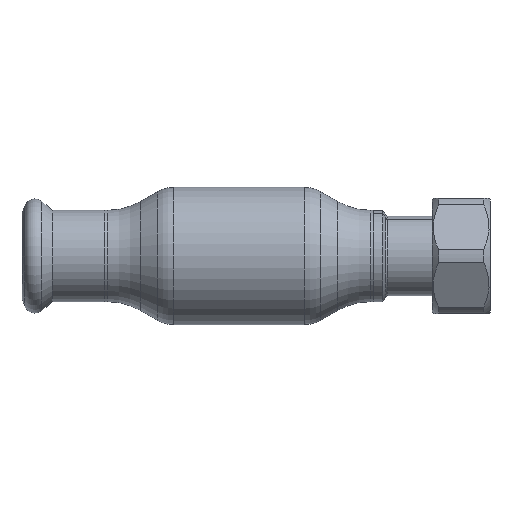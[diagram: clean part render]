
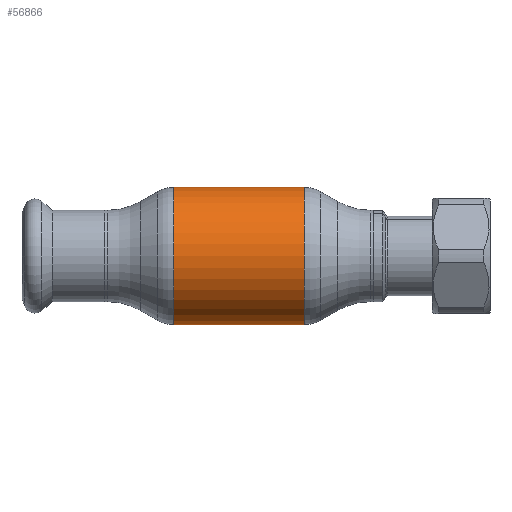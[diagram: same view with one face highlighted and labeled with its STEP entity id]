
A CAD part, front view. The second image highlights one B-rep face of the part: STEP entity #56866.
In plain terms, the highlighted cylindrical face has radius 19 mm (diameter 38 mm), a partial arc.
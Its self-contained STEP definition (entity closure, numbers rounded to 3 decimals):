
#734 = CIRCLE ( 'NONE', #54165, 19. ) ;
#1137 = EDGE_CURVE ( 'NONE', #39053, #33492, #27587, .T. ) ;
#1663 = DIRECTION ( 'NONE',  ( 0., 0., 1. ) ) ;
#2315 = DIRECTION ( 'NONE',  ( -1., 0., 0. ) ) ;
#2771 = DIRECTION ( 'NONE',  ( 0., 0., 1. ) ) ;
#5200 = AXIS2_PLACEMENT_3D ( 'NONE', #33219, #2315, #29063 ) ;
#5491 = DIRECTION ( 'NONE',  ( -1., 0., 0. ) ) ;
#8459 = CARTESIAN_POINT ( 'NONE',  ( 18.088, 0., 19. ) ) ;
#8495 = ORIENTED_EDGE ( 'NONE', *, *, #48637, .T. ) ;
#9372 = DIRECTION ( 'NONE',  ( -1., 0., 0. ) ) ;
#10780 = VECTOR ( 'NONE', #9372, 1000. ) ;
#11049 = CARTESIAN_POINT ( 'NONE',  ( -62.69, 0., 0. ) ) ;
#13444 = FACE_OUTER_BOUND ( 'NONE', #31766, .T. ) ;
#16232 = CARTESIAN_POINT ( 'NONE',  ( -18.088, 0., 19. ) ) ;
#16311 = VERTEX_POINT ( 'NONE', #16232 ) ;
#16545 = EDGE_CURVE ( 'NONE', #39053, #43780, #50198, .T. ) ;
#17338 = EDGE_CURVE ( 'NONE', #33492, #16311, #734, .T. ) ;
#22844 = VECTOR ( 'NONE', #34089, 1000. ) ;
#23337 = ORIENTED_EDGE ( 'NONE', *, *, #17338, .F. ) ;
#27587 = LINE ( 'NONE', #27876, #10780 ) ;
#27876 = CARTESIAN_POINT ( 'NONE',  ( -62.69, 0., -19. ) ) ;
#29063 = DIRECTION ( 'NONE',  ( 0., 0., 1. ) ) ;
#31766 = EDGE_LOOP ( 'NONE', ( #36684, #32283, #8495, #23337 ) ) ;
#32283 = ORIENTED_EDGE ( 'NONE', *, *, #16545, .T. ) ;
#33219 = CARTESIAN_POINT ( 'NONE',  ( 18.088, 0., 0. ) ) ;
#33416 = CARTESIAN_POINT ( 'NONE',  ( -18.088, 0., -19. ) ) ;
#33492 = VERTEX_POINT ( 'NONE', #33416 ) ;
#34089 = DIRECTION ( 'NONE',  ( -1., 0., 0. ) ) ;
#36684 = ORIENTED_EDGE ( 'NONE', *, *, #1137, .F. ) ;
#38037 = DIRECTION ( 'NONE',  ( -1., 0., 0. ) ) ;
#39053 = VERTEX_POINT ( 'NONE', #51548 ) ;
#41062 = CYLINDRICAL_SURFACE ( 'NONE', #42125, 19. ) ;
#42125 = AXIS2_PLACEMENT_3D ( 'NONE', #11049, #5491, #1663 ) ;
#42584 = CARTESIAN_POINT ( 'NONE',  ( -62.69, 0., 19. ) ) ;
#43780 = VERTEX_POINT ( 'NONE', #8459 ) ;
#48637 = EDGE_CURVE ( 'NONE', #43780, #16311, #52516, .T. ) ;
#50198 = CIRCLE ( 'NONE', #5200, 19. ) ;
#51548 = CARTESIAN_POINT ( 'NONE',  ( 18.088, 0., -19. ) ) ;
#51789 = CARTESIAN_POINT ( 'NONE',  ( -18.088, 0., 0. ) ) ;
#52516 = LINE ( 'NONE', #42584, #22844 ) ;
#54165 = AXIS2_PLACEMENT_3D ( 'NONE', #51789, #38037, #2771 ) ;
#56866 = ADVANCED_FACE ( 'NONE', ( #13444 ), #41062, .T. ) ;
